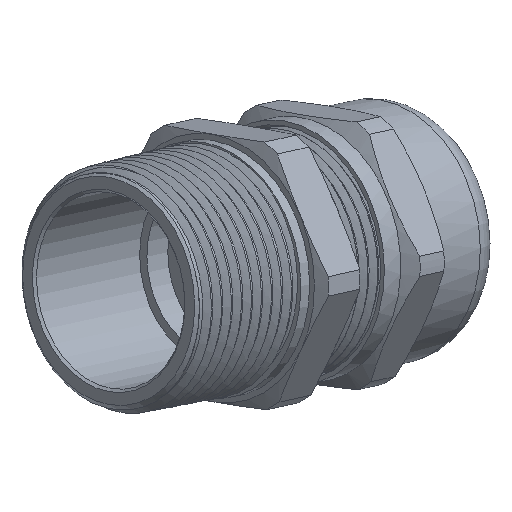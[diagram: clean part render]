
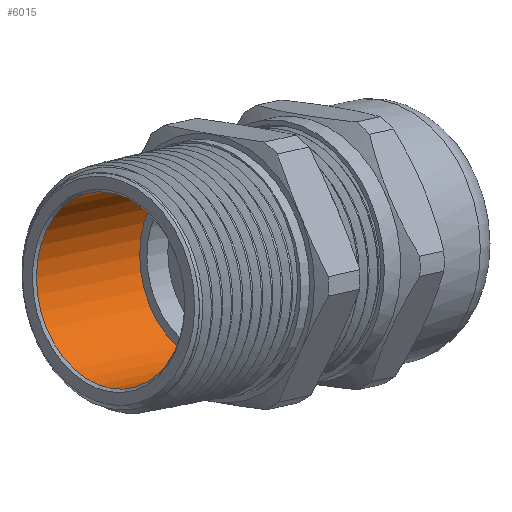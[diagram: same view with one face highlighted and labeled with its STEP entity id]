
A CAD part, isometric view. The second image highlights one B-rep face of the part: STEP entity #6015.
In plain terms, the highlighted cylindrical face has radius 10.25 mm (diameter 20.5 mm), a full revolution.
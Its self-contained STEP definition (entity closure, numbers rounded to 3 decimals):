
#164=FACE_BOUND('',#1204,.T.);
#203=CYLINDRICAL_SURFACE('',#6898,10.25);
#511=CIRCLE('',#6897,10.25);
#512=CIRCLE('',#6899,10.25);
#850=FACE_OUTER_BOUND('',#1203,.T.);
#1203=EDGE_LOOP('',(#5316));
#1204=EDGE_LOOP('',(#5317));
#2643=VERTEX_POINT('',#13785);
#2644=VERTEX_POINT('',#13788);
#3550=EDGE_CURVE('',#2643,#2643,#511,.T.);
#3551=EDGE_CURVE('',#2644,#2644,#512,.T.);
#5316=ORIENTED_EDGE('',*,*,#3550,.T.);
#5317=ORIENTED_EDGE('',*,*,#3551,.F.);
#6015=ADVANCED_FACE('',(#850,#164),#203,.F.);
#6897=AXIS2_PLACEMENT_3D('',#13786,#8768,#8769);
#6898=AXIS2_PLACEMENT_3D('',#13787,#8770,#8771);
#6899=AXIS2_PLACEMENT_3D('',#13789,#8772,#8773);
#8768=DIRECTION('center_axis',(1.,0.,0.));
#8769=DIRECTION('ref_axis',(0.,0.,-1.));
#8770=DIRECTION('center_axis',(1.,0.,0.));
#8771=DIRECTION('ref_axis',(0.,1.,0.));
#8772=DIRECTION('center_axis',(1.,0.,0.));
#8773=DIRECTION('ref_axis',(0.,0.,-1.));
#13785=CARTESIAN_POINT('',(-0.3,10.25,0.));
#13786=CARTESIAN_POINT('Origin',(-0.3,0.,0.));
#13787=CARTESIAN_POINT('Origin',(-8.2,0.,0.));
#13788=CARTESIAN_POINT('',(-16.1,10.25,0.));
#13789=CARTESIAN_POINT('Origin',(-16.1,0.,0.));
